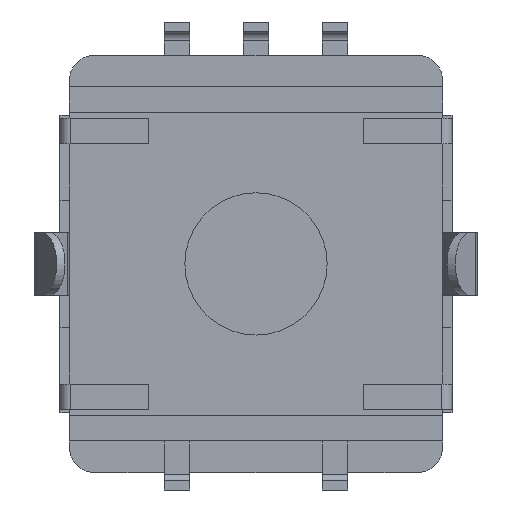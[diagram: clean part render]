
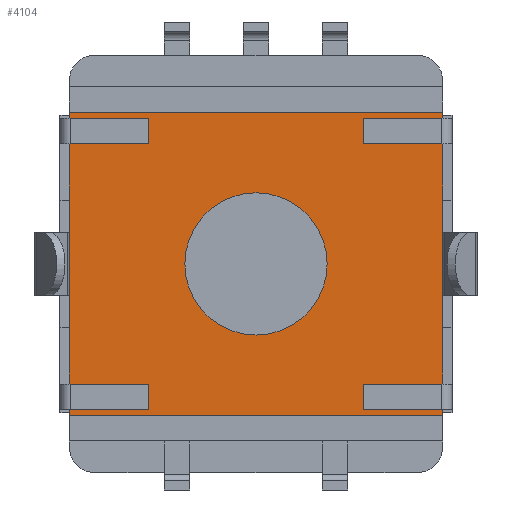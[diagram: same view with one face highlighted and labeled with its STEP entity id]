
A CAD part, front view. The second image highlights one B-rep face of the part: STEP entity #4104.
In plain terms, the highlighted planar face has unit normal (0, -1, 0).
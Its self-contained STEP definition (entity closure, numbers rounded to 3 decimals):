
#138=DIRECTION('',(1.,0.,0.));
#139=VECTOR('',#138,2.5);
#140=CARTESIAN_POINT('',(3.4,0.3,-2.));
#141=LINE('',#140,#139);
#152=DIRECTION('',(0.,0.,-1.));
#153=VECTOR('',#152,0.8);
#154=CARTESIAN_POINT('',(3.4,0.3,-2.));
#155=LINE('',#154,#153);
#166=CARTESIAN_POINT('',(0.,0.3,-6.6));
#167=DIRECTION('',(0.,-1.,0.));
#168=DIRECTION('',(0.,0.,-1.));
#169=AXIS2_PLACEMENT_3D('',#166,#167,#168);
#174=CARTESIAN_POINT('',(0.,0.3,-6.6));
#175=DIRECTION('',(0.,-1.,0.));
#176=DIRECTION('',(0.,0.,1.));
#177=AXIS2_PLACEMENT_3D('',#174,#175,#176);
#182=DIRECTION('',(0.,0.,-1.));
#183=VECTOR('',#182,2.8);
#184=CARTESIAN_POINT('',(5.9,0.3,-7.6));
#185=LINE('',#184,#183);
#189=DIRECTION('',(0.,0.,-1.));
#190=VECTOR('',#189,0.2);
#191=CARTESIAN_POINT('',(5.9,0.3,-11.2));
#192=LINE('',#191,#190);
#196=DIRECTION('',(1.,0.,0.));
#197=VECTOR('',#196,11.8);
#198=CARTESIAN_POINT('',(-5.9,0.3,-11.4));
#199=LINE('',#198,#197);
#203=DIRECTION('',(0.,0.,1.));
#204=VECTOR('',#203,0.2);
#205=CARTESIAN_POINT('',(-5.9,0.3,-11.4));
#206=LINE('',#205,#204);
#210=DIRECTION('',(0.,0.,1.));
#211=VECTOR('',#210,2.8);
#212=CARTESIAN_POINT('',(-5.9,0.3,-10.4));
#213=LINE('',#212,#211);
#217=DIRECTION('',(0.,0.,1.));
#218=VECTOR('',#217,2.);
#219=CARTESIAN_POINT('',(-5.9,0.3,-7.6));
#220=LINE('',#219,#218);
#224=DIRECTION('',(0.,0.,1.));
#225=VECTOR('',#224,2.8);
#226=CARTESIAN_POINT('',(-5.9,0.3,-5.6));
#227=LINE('',#226,#225);
#231=DIRECTION('',(0.,0.,1.));
#232=VECTOR('',#231,0.2);
#233=CARTESIAN_POINT('',(-5.9,0.3,-2.));
#234=LINE('',#233,#232);
#238=DIRECTION('',(1.,0.,0.));
#239=VECTOR('',#238,11.8);
#240=CARTESIAN_POINT('',(-5.9,0.3,-1.8));
#241=LINE('',#240,#239);
#245=DIRECTION('',(0.,0.,-1.));
#246=VECTOR('',#245,0.2);
#247=CARTESIAN_POINT('',(5.9,0.3,-1.8));
#248=LINE('',#247,#246);
#252=DIRECTION('',(0.,0.,-1.));
#253=VECTOR('',#252,2.8);
#254=CARTESIAN_POINT('',(5.9,0.3,-2.8));
#255=LINE('',#254,#253);
#259=DIRECTION('',(0.,0.,1.));
#260=VECTOR('',#259,2.);
#261=CARTESIAN_POINT('',(5.9,0.3,-7.6));
#262=LINE('',#261,#260);
#598=DIRECTION('',(-1.,0.,0.));
#599=VECTOR('',#598,2.5);
#600=CARTESIAN_POINT('',(-3.4,0.3,-2.));
#601=LINE('',#600,#599);
#620=DIRECTION('',(-1.,0.,0.));
#621=VECTOR('',#620,2.5);
#622=CARTESIAN_POINT('',(-3.4,0.3,-2.8));
#623=LINE('',#622,#621);
#641=DIRECTION('',(0.,0.,1.));
#642=VECTOR('',#641,0.8);
#643=CARTESIAN_POINT('',(-3.4,0.3,-2.8));
#644=LINE('',#643,#642);
#918=DIRECTION('',(-1.,0.,0.));
#919=VECTOR('',#918,2.5);
#920=CARTESIAN_POINT('',(-3.4,0.3,-10.4));
#921=LINE('',#920,#919);
#940=DIRECTION('',(-1.,0.,0.));
#941=VECTOR('',#940,2.5);
#942=CARTESIAN_POINT('',(-3.4,0.3,-11.2));
#943=LINE('',#942,#941);
#961=DIRECTION('',(0.,0.,1.));
#962=VECTOR('',#961,0.8);
#963=CARTESIAN_POINT('',(-3.4,0.3,-11.2));
#964=LINE('',#963,#962);
#1405=DIRECTION('',(1.,0.,0.));
#1406=VECTOR('',#1405,2.5);
#1407=CARTESIAN_POINT('',(3.4,0.3,-11.2));
#1408=LINE('',#1407,#1406);
#1427=DIRECTION('',(1.,0.,0.));
#1428=VECTOR('',#1427,2.5);
#1429=CARTESIAN_POINT('',(3.4,0.3,-10.4));
#1430=LINE('',#1429,#1428);
#1441=DIRECTION('',(0.,0.,-1.));
#1442=VECTOR('',#1441,0.8);
#1443=CARTESIAN_POINT('',(3.4,0.3,-10.4));
#1444=LINE('',#1443,#1442);
#1710=DIRECTION('',(1.,0.,0.));
#1711=VECTOR('',#1710,2.5);
#1712=CARTESIAN_POINT('',(3.4,0.3,-2.8));
#1713=LINE('',#1712,#1711);
#3352=CARTESIAN_POINT('',(3.4,0.3,-10.4));
#3353=CARTESIAN_POINT('',(3.4,0.3,-11.2));
#3354=VERTEX_POINT('',#3352);
#3355=VERTEX_POINT('',#3353);
#3356=CARTESIAN_POINT('',(-3.4,0.3,-11.2));
#3357=CARTESIAN_POINT('',(-3.4,0.3,-10.4));
#3358=VERTEX_POINT('',#3356);
#3359=VERTEX_POINT('',#3357);
#3360=CARTESIAN_POINT('',(3.4,0.3,-2.));
#3361=CARTESIAN_POINT('',(3.4,0.3,-2.8));
#3362=VERTEX_POINT('',#3360);
#3363=VERTEX_POINT('',#3361);
#3364=CARTESIAN_POINT('',(-3.4,0.3,-2.8));
#3365=CARTESIAN_POINT('',(-3.4,0.3,-2.));
#3366=VERTEX_POINT('',#3364);
#3367=VERTEX_POINT('',#3365);
#3384=CARTESIAN_POINT('',(-5.9,0.3,-11.4));
#3385=CARTESIAN_POINT('',(5.9,0.3,-11.4));
#3386=VERTEX_POINT('',#3384);
#3387=VERTEX_POINT('',#3385);
#3388=CARTESIAN_POINT('',(-5.9,0.3,-1.8));
#3389=CARTESIAN_POINT('',(5.9,0.3,-1.8));
#3390=VERTEX_POINT('',#3388);
#3391=VERTEX_POINT('',#3389);
#3396=CARTESIAN_POINT('',(0.,0.3,-8.85));
#3397=CARTESIAN_POINT('',(0.,0.3,-4.35));
#3398=VERTEX_POINT('',#3396);
#3399=VERTEX_POINT('',#3397);
#3516=CARTESIAN_POINT('',(-5.9,0.3,-7.6));
#3517=CARTESIAN_POINT('',(-5.9,0.3,-5.6));
#3518=VERTEX_POINT('',#3516);
#3519=VERTEX_POINT('',#3517);
#3520=CARTESIAN_POINT('',(-5.9,0.3,-2.));
#3522=VERTEX_POINT('',#3520);
#3534=CARTESIAN_POINT('',(-5.9,0.3,-11.2));
#3535=VERTEX_POINT('',#3534);
#3536=CARTESIAN_POINT('',(-5.9,0.3,-10.4));
#3538=VERTEX_POINT('',#3536);
#3554=CARTESIAN_POINT('',(-5.9,0.3,-2.8));
#3555=VERTEX_POINT('',#3554);
#3584=CARTESIAN_POINT('',(5.9,0.3,-7.6));
#3585=CARTESIAN_POINT('',(5.9,0.3,-5.6));
#3586=VERTEX_POINT('',#3584);
#3587=VERTEX_POINT('',#3585);
#3588=CARTESIAN_POINT('',(5.9,0.3,-2.));
#3590=VERTEX_POINT('',#3588);
#3602=CARTESIAN_POINT('',(5.9,0.3,-11.2));
#3603=VERTEX_POINT('',#3602);
#3604=CARTESIAN_POINT('',(5.9,0.3,-10.4));
#3606=VERTEX_POINT('',#3604);
#3622=CARTESIAN_POINT('',(5.9,0.3,-2.8));
#3623=VERTEX_POINT('',#3622);
#4045=CARTESIAN_POINT('',(0.,0.3,0.));
#4046=DIRECTION('',(0.,1.,0.));
#4047=DIRECTION('',(0.,0.,1.));
#4048=AXIS2_PLACEMENT_3D('',#4045,#4046,#4047);
#4049=PLANE('',#4048);
#4051=ORIENTED_EDGE('',*,*,#4050,.T.);
#4053=ORIENTED_EDGE('',*,*,#4052,.F.);
#4055=ORIENTED_EDGE('',*,*,#4054,.T.);
#4057=ORIENTED_EDGE('',*,*,#4056,.T.);
#4059=ORIENTED_EDGE('',*,*,#4058,.T.);
#4061=ORIENTED_EDGE('',*,*,#4060,.F.);
#4063=ORIENTED_EDGE('',*,*,#4062,.T.);
#4065=ORIENTED_EDGE('',*,*,#4064,.F.);
#4067=ORIENTED_EDGE('',*,*,#4066,.T.);
#4069=ORIENTED_EDGE('',*,*,#4068,.T.);
#4071=ORIENTED_EDGE('',*,*,#4070,.T.);
#4073=ORIENTED_EDGE('',*,*,#4072,.T.);
#4075=ORIENTED_EDGE('',*,*,#4074,.T.);
#4077=ORIENTED_EDGE('',*,*,#4076,.F.);
#4079=ORIENTED_EDGE('',*,*,#4078,.T.);
#4081=ORIENTED_EDGE('',*,*,#4080,.T.);
#4083=ORIENTED_EDGE('',*,*,#4082,.T.);
#4085=ORIENTED_EDGE('',*,*,#4084,.T.);
#4087=ORIENTED_EDGE('',*,*,#4086,.T.);
#4088=ORIENTED_EDGE('',*,*,#4020,.F.);
#4089=ORIENTED_EDGE('',*,*,#4036,.T.);
#4091=ORIENTED_EDGE('',*,*,#4090,.T.);
#4093=ORIENTED_EDGE('',*,*,#4092,.T.);
#4095=ORIENTED_EDGE('',*,*,#4094,.F.);
#4096=EDGE_LOOP('',(#4051,#4053,#4055,#4057,#4059,#4061,#4063,#4065,#4067,#4069,
#4071,#4073,#4075,#4077,#4079,#4081,#4083,#4085,#4087,#4088,#4089,#4091,#4093,
#4095));
#4097=FACE_OUTER_BOUND('',#4096,.F.);
#4099=ORIENTED_EDGE('',*,*,#4098,.T.);
#4101=ORIENTED_EDGE('',*,*,#4100,.T.);
#4102=EDGE_LOOP('',(#4099,#4101));
#4103=FACE_BOUND('',#4102,.F.);
#170=CIRCLE('',#169,2.25);
#178=CIRCLE('',#177,2.25);
#4020=EDGE_CURVE('',#3362,#3590,#141,.T.);
#4036=EDGE_CURVE('',#3362,#3363,#155,.T.);
#4050=EDGE_CURVE('',#3586,#3606,#185,.T.);
#4052=EDGE_CURVE('',#3354,#3606,#1430,.T.);
#4054=EDGE_CURVE('',#3354,#3355,#1444,.T.);
#4056=EDGE_CURVE('',#3355,#3603,#1408,.T.);
#4058=EDGE_CURVE('',#3603,#3387,#192,.T.);
#4060=EDGE_CURVE('',#3386,#3387,#199,.T.);
#4062=EDGE_CURVE('',#3386,#3535,#206,.T.);
#4064=EDGE_CURVE('',#3358,#3535,#943,.T.);
#4066=EDGE_CURVE('',#3358,#3359,#964,.T.);
#4068=EDGE_CURVE('',#3359,#3538,#921,.T.);
#4070=EDGE_CURVE('',#3538,#3518,#213,.T.);
#4072=EDGE_CURVE('',#3518,#3519,#220,.T.);
#4074=EDGE_CURVE('',#3519,#3555,#227,.T.);
#4076=EDGE_CURVE('',#3366,#3555,#623,.T.);
#4078=EDGE_CURVE('',#3366,#3367,#644,.T.);
#4080=EDGE_CURVE('',#3367,#3522,#601,.T.);
#4082=EDGE_CURVE('',#3522,#3390,#234,.T.);
#4084=EDGE_CURVE('',#3390,#3391,#241,.T.);
#4086=EDGE_CURVE('',#3391,#3590,#248,.T.);
#4090=EDGE_CURVE('',#3363,#3623,#1713,.T.);
#4092=EDGE_CURVE('',#3623,#3587,#255,.T.);
#4094=EDGE_CURVE('',#3586,#3587,#262,.T.);
#4098=EDGE_CURVE('',#3398,#3399,#170,.T.);
#4100=EDGE_CURVE('',#3399,#3398,#178,.T.);
#4104=ADVANCED_FACE('',(#4097,#4103),#4049,.F.);
